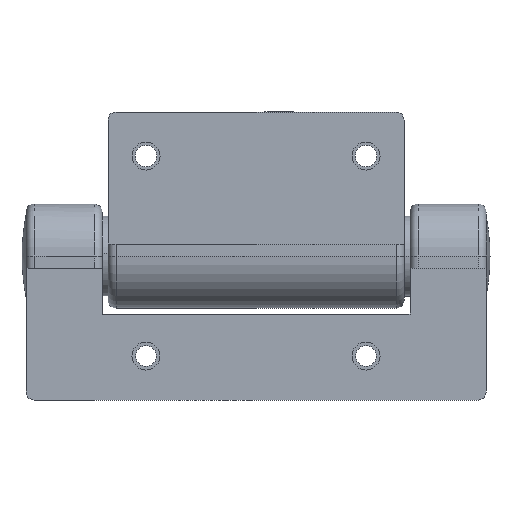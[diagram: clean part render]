
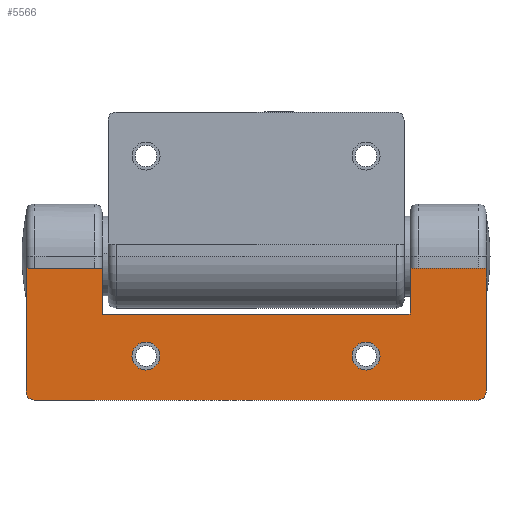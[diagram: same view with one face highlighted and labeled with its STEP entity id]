
A CAD part, front view. The second image highlights one B-rep face of the part: STEP entity #5566.
In plain terms, the highlighted planar face has unit normal (0, -1, 0).
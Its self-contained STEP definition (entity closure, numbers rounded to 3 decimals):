
#1172 = FACE_BOUND ( 'NONE', #1690, .T. ) ;
#1173 = FACE_BOUND ( 'NONE', #1691, .T. ) ;
#1174 = FACE_OUTER_BOUND ( 'NONE', #1692, .T. ) ;
#1198 = LINE ( 'NONE', #4760, #4310 ) ;
#1212 = LINE ( 'NONE', #4797, #4330 ) ;
#1220 = LINE ( 'NONE', #4816, #4340 ) ;
#1225 = LINE ( 'NONE', #4829, #4348 ) ;
#1227 = LINE ( 'NONE', #4842, #4356 ) ;
#1228 = LINE ( 'NONE', #4844, #4357 ) ;
#1229 = LINE ( 'NONE', #4846, #4358 ) ;
#1230 = LINE ( 'NONE', #4848, #4360 ) ;
#1690 = EDGE_LOOP ( 'NONE', ( #2236, #2240 ) ) ;
#1691 = EDGE_LOOP ( 'NONE', ( #2238, #2242 ) ) ;
#1692 = EDGE_LOOP ( 'NONE', ( #2239, #2243, #2241, #2245, #2244, #2247, #2246, #2248, #2249, #2250 ) ) ;
#1904 = VERTEX_POINT ( 'NONE', #3781 ) ;
#1905 = VERTEX_POINT ( 'NONE', #3782 ) ;
#1908 = VERTEX_POINT ( 'NONE', #3785 ) ;
#1909 = VERTEX_POINT ( 'NONE', #3786 ) ;
#1951 = VERTEX_POINT ( 'NONE', #3828 ) ;
#1952 = VERTEX_POINT ( 'NONE', #3829 ) ;
#1963 = VERTEX_POINT ( 'NONE', #3840 ) ;
#1964 = VERTEX_POINT ( 'NONE', #3841 ) ;
#1971 = VERTEX_POINT ( 'NONE', #3848 ) ;
#1972 = VERTEX_POINT ( 'NONE', #3849 ) ;
#1976 = VERTEX_POINT ( 'NONE', #3853 ) ;
#1977 = VERTEX_POINT ( 'NONE', #3854 ) ;
#1978 = VERTEX_POINT ( 'NONE', #3855 ) ;
#1979 = VERTEX_POINT ( 'NONE', #3856 ) ;
#2236 = ORIENTED_EDGE ( 'NONE', *, *, #5648, .F. ) ;
#2238 = ORIENTED_EDGE ( 'NONE', *, *, #5649, .F. ) ;
#2239 = ORIENTED_EDGE ( 'NONE', *, *, #5631, .T. ) ;
#2240 = ORIENTED_EDGE ( 'NONE', *, *, #5529, .F. ) ;
#2241 = ORIENTED_EDGE ( 'NONE', *, *, #5646, .T. ) ;
#2242 = ORIENTED_EDGE ( 'NONE', *, *, #5534, .F. ) ;
#2243 = ORIENTED_EDGE ( 'NONE', *, *, #5650, .T. ) ;
#2244 = ORIENTED_EDGE ( 'NONE', *, *, #5651, .T. ) ;
#2245 = ORIENTED_EDGE ( 'NONE', *, *, #5614, .F. ) ;
#2246 = ORIENTED_EDGE ( 'NONE', *, *, #5653, .T. ) ;
#2247 = ORIENTED_EDGE ( 'NONE', *, *, #5652, .T. ) ;
#2248 = ORIENTED_EDGE ( 'NONE', *, *, #5654, .F. ) ;
#2249 = ORIENTED_EDGE ( 'NONE', *, *, #5640, .F. ) ;
#2250 = ORIENTED_EDGE ( 'NONE', *, *, #5655, .T. ) ;
#3005 = CIRCLE ( 'NONE', #3006, 3.5 ) ;
#3006 = AXIS2_PLACEMENT_3D ( 'NONE', #4049, #4050, #4051 ) ;
#3012 = CIRCLE ( 'NONE', #3014, 3.5 ) ;
#3014 = AXIS2_PLACEMENT_3D ( 'NONE', #4061, #4062, #4063 ) ;
#3781 = CARTESIAN_POINT ( 'NONE',  ( -27.5, -13.5, 28.5 ) ) ;
#3782 = CARTESIAN_POINT ( 'NONE',  ( -27.5, -13.5, 21.5 ) ) ;
#3785 = CARTESIAN_POINT ( 'NONE',  ( 27.5, -13.5, 28.5 ) ) ;
#3786 = CARTESIAN_POINT ( 'NONE',  ( 27.5, -13.5, 21.5 ) ) ;
#3828 = CARTESIAN_POINT ( 'NONE',  ( -38.5, -13.5, 3. ) ) ;
#3829 = CARTESIAN_POINT ( 'NONE',  ( -57.5, -13.5, 3. ) ) ;
#3840 = CARTESIAN_POINT ( 'NONE',  ( -55.5, -13.5, 36. ) ) ;
#3841 = CARTESIAN_POINT ( 'NONE',  ( 55.5, -13.5, 36. ) ) ;
#3848 = CARTESIAN_POINT ( 'NONE',  ( 57.5, -13.5, 34. ) ) ;
#3849 = CARTESIAN_POINT ( 'NONE',  ( 57.5, -13.5, 3. ) ) ;
#3853 = CARTESIAN_POINT ( 'NONE',  ( -57.5, -13.5, 34. ) ) ;
#3854 = CARTESIAN_POINT ( 'NONE',  ( -38.5, -13.5, 14.5 ) ) ;
#3855 = CARTESIAN_POINT ( 'NONE',  ( 38.5, -13.5, 14.5 ) ) ;
#3856 = CARTESIAN_POINT ( 'NONE',  ( 38.5, -13.5, 3. ) ) ;
#4049 = CARTESIAN_POINT ( 'NONE',  ( -27.5, -13.5, 25. ) ) ;
#4050 = DIRECTION ( 'NONE',  ( 0., -1., 0. ) ) ;
#4051 = DIRECTION ( 'NONE',  ( 0., 0., -1. ) ) ;
#4061 = CARTESIAN_POINT ( 'NONE',  ( 27.5, -13.5, 25. ) ) ;
#4062 = DIRECTION ( 'NONE',  ( 0., -1., 0. ) ) ;
#4063 = DIRECTION ( 'NONE',  ( 0., 0., -1. ) ) ;
#4235 = AXIS2_PLACEMENT_3D ( 'NONE', #4623, #4624, #4625 ) ;
#4310 = VECTOR ( 'NONE', #4761, 1000. ) ;
#4329 = CIRCLE ( 'NONE', #4355, 2. ) ;
#4330 = VECTOR ( 'NONE', #4798, 1000. ) ;
#4340 = VECTOR ( 'NONE', #4817, 1000. ) ;
#4342 = CIRCLE ( 'NONE', #4353, 3.5 ) ;
#4345 = CIRCLE ( 'NONE', #4351, 3.5 ) ;
#4348 = VECTOR ( 'NONE', #4830, 1000. ) ;
#4351 = AXIS2_PLACEMENT_3D ( 'NONE', #4833, #4834, #4835 ) ;
#4353 = AXIS2_PLACEMENT_3D ( 'NONE', #4836, #4837, #4838 ) ;
#4355 = AXIS2_PLACEMENT_3D ( 'NONE', #4839, #4840, #4841 ) ;
#4356 = VECTOR ( 'NONE', #4843, 1000. ) ;
#4357 = VECTOR ( 'NONE', #4845, 1000. ) ;
#4358 = VECTOR ( 'NONE', #4847, 1000. ) ;
#4359 = CIRCLE ( 'NONE', #4361, 2. ) ;
#4360 = VECTOR ( 'NONE', #4849, 1000. ) ;
#4361 = AXIS2_PLACEMENT_3D ( 'NONE', #4850, #4851, #4852 ) ;
#4622 = PLANE ( 'NONE',  #4235 ) ;
#4623 = CARTESIAN_POINT ( 'NONE',  ( 57.5, -13.5, 3. ) ) ;
#4624 = DIRECTION ( 'NONE',  ( 0., 1., 0. ) ) ;
#4625 = DIRECTION ( 'NONE',  ( 0., 0., 1. ) ) ;
#4760 = CARTESIAN_POINT ( 'NONE',  ( 57.5, -13.5, 3. ) ) ;
#4761 = DIRECTION ( 'NONE',  ( -1., 0., 0. ) ) ;
#4797 = CARTESIAN_POINT ( 'NONE',  ( 57.5, -13.5, 36. ) ) ;
#4798 = DIRECTION ( 'NONE',  ( -1., 0., 0. ) ) ;
#4816 = CARTESIAN_POINT ( 'NONE',  ( 57.5, -13.5, 3. ) ) ;
#4817 = DIRECTION ( 'NONE',  ( 0., 0., -1. ) ) ;
#4829 = CARTESIAN_POINT ( 'NONE',  ( -57.5, -13.5, 3. ) ) ;
#4830 = DIRECTION ( 'NONE',  ( 0., 0., -1. ) ) ;
#4833 = CARTESIAN_POINT ( 'NONE',  ( -27.5, -13.5, 25. ) ) ;
#4834 = DIRECTION ( 'NONE',  ( 0., -1., 0. ) ) ;
#4835 = DIRECTION ( 'NONE',  ( 0., 0., -1. ) ) ;
#4836 = CARTESIAN_POINT ( 'NONE',  ( 27.5, -13.5, 25. ) ) ;
#4837 = DIRECTION ( 'NONE',  ( 0., -1., 0. ) ) ;
#4838 = DIRECTION ( 'NONE',  ( 0., 0., -1. ) ) ;
#4839 = CARTESIAN_POINT ( 'NONE',  ( -55.5, -13.5, 34. ) ) ;
#4840 = DIRECTION ( 'NONE',  ( 0., -1., 0. ) ) ;
#4841 = DIRECTION ( 'NONE',  ( 0., 0., 1. ) ) ;
#4842 = CARTESIAN_POINT ( 'NONE',  ( -38.5, -13.5, 14.5 ) ) ;
#4843 = DIRECTION ( 'NONE',  ( 0., 0., 1. ) ) ;
#4844 = CARTESIAN_POINT ( 'NONE',  ( -38.5, -13.5, 14.5 ) ) ;
#4845 = DIRECTION ( 'NONE',  ( 1., 0., 0. ) ) ;
#4846 = CARTESIAN_POINT ( 'NONE',  ( 38.5, -13.5, 14.5 ) ) ;
#4847 = DIRECTION ( 'NONE',  ( 0., 0., -1. ) ) ;
#4848 = CARTESIAN_POINT ( 'NONE',  ( 57.5, -13.5, 3. ) ) ;
#4849 = DIRECTION ( 'NONE',  ( -1., 0., 0. ) ) ;
#4850 = CARTESIAN_POINT ( 'NONE',  ( 55.5, -13.5, 34. ) ) ;
#4851 = DIRECTION ( 'NONE',  ( 0., -1., 0. ) ) ;
#4852 = DIRECTION ( 'NONE',  ( 0., 0., 1. ) ) ;
#5529 = EDGE_CURVE ( 'NONE', #1904, #1905, #3005, .T. ) ;
#5534 = EDGE_CURVE ( 'NONE', #1908, #1909, #3012, .T. ) ;
#5566 = ADVANCED_FACE ( 'NONE', ( #1172, #1173, #1174 ), #4622, .F. ) ;
#5614 = EDGE_CURVE ( 'NONE', #1951, #1952, #1198, .T. ) ;
#5631 = EDGE_CURVE ( 'NONE', #1964, #1963, #1212, .T. ) ;
#5640 = EDGE_CURVE ( 'NONE', #1971, #1972, #1220, .T. ) ;
#5646 = EDGE_CURVE ( 'NONE', #1976, #1952, #1225, .T. ) ;
#5648 = EDGE_CURVE ( 'NONE', #1905, #1904, #4345, .T. ) ;
#5649 = EDGE_CURVE ( 'NONE', #1909, #1908, #4342, .T. ) ;
#5650 = EDGE_CURVE ( 'NONE', #1963, #1976, #4329, .T. ) ;
#5651 = EDGE_CURVE ( 'NONE', #1951, #1977, #1227, .T. ) ;
#5652 = EDGE_CURVE ( 'NONE', #1977, #1978, #1228, .T. ) ;
#5653 = EDGE_CURVE ( 'NONE', #1978, #1979, #1229, .T. ) ;
#5654 = EDGE_CURVE ( 'NONE', #1972, #1979, #1230, .T. ) ;
#5655 = EDGE_CURVE ( 'NONE', #1971, #1964, #4359, .T. ) ;
